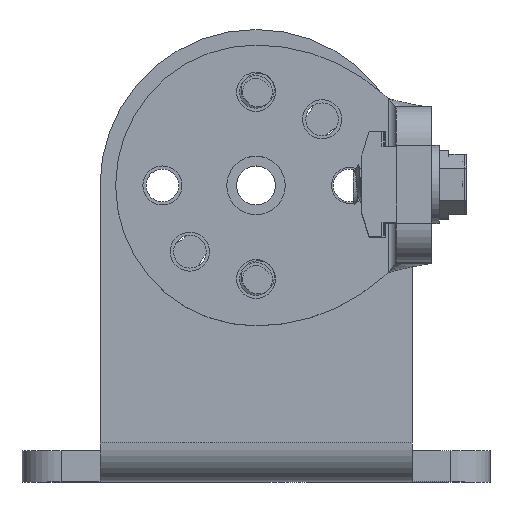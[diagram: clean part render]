
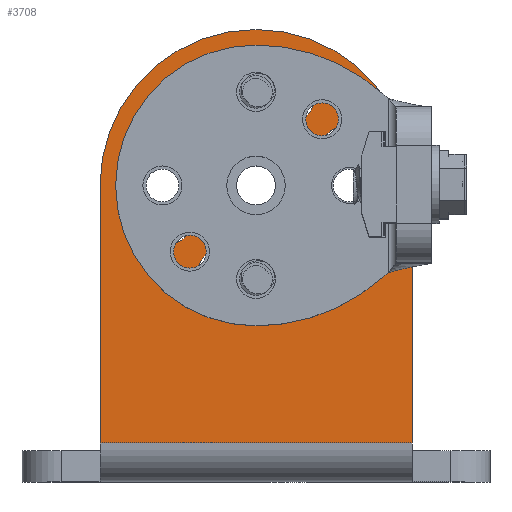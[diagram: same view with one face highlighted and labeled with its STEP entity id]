
A CAD part, top view. The second image highlights one B-rep face of the part: STEP entity #3708.
In plain terms, the highlighted planar face has unit normal (0, 0, 1).
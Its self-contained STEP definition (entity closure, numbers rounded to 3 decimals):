
#143=DIRECTION('',(-1.,0.,0.));
#144=VECTOR('',#143,40.);
#145=CARTESIAN_POINT('',(20.,5.,0.));
#146=LINE('',#145,#144);
#161=DIRECTION('',(0.,-1.,0.));
#162=VECTOR('',#161,33.);
#163=CARTESIAN_POINT('',(-20.,38.,0.));
#164=LINE('',#163,#162);
#165=CARTESIAN_POINT('',(0.,38.,0.));
#166=DIRECTION('',(0.,0.,1.));
#167=DIRECTION('',(1.,0.,0.));
#168=AXIS2_PLACEMENT_3D('',#165,#166,#167);
#170=DIRECTION('',(0.,1.,0.));
#171=VECTOR('',#170,33.);
#172=CARTESIAN_POINT('',(20.,5.,0.));
#173=LINE('',#172,#171);
#174=CARTESIAN_POINT('',(0.,38.,0.));
#175=DIRECTION('',(0.,0.,1.));
#176=DIRECTION('',(1.,0.,0.));
#177=AXIS2_PLACEMENT_3D('',#174,#175,#176);
#179=CARTESIAN_POINT('',(0.,38.,0.));
#180=DIRECTION('',(0.,0.,1.));
#181=DIRECTION('',(-1.,0.,0.));
#182=AXIS2_PLACEMENT_3D('',#179,#180,#181);
#184=CARTESIAN_POINT('',(0.,38.,0.));
#185=DIRECTION('',(0.,0.,1.));
#186=DIRECTION('',(0.391,0.921,0.));
#187=AXIS2_PLACEMENT_3D('',#184,#185,#186);
#189=CARTESIAN_POINT('',(4.689,49.046,0.));
#190=DIRECTION('',(0.,0.,1.));
#191=DIRECTION('',(-0.391,-0.921,0.));
#192=AXIS2_PLACEMENT_3D('',#189,#190,#191);
#194=CARTESIAN_POINT('',(0.,38.,0.));
#195=DIRECTION('',(0.,0.,1.));
#196=DIRECTION('',(0.391,0.921,0.));
#197=AXIS2_PLACEMENT_3D('',#194,#195,#196);
#199=CARTESIAN_POINT('',(-4.689,49.046,0.));
#200=DIRECTION('',(0.,0.,1.));
#201=DIRECTION('',(-0.391,0.921,0.));
#202=AXIS2_PLACEMENT_3D('',#199,#200,#201);
#204=CARTESIAN_POINT('',(0.,38.,0.));
#205=DIRECTION('',(0.,0.,1.));
#206=DIRECTION('',(-0.921,0.391,0.));
#207=AXIS2_PLACEMENT_3D('',#204,#205,#206);
#209=CARTESIAN_POINT('',(-11.046,42.689,0.));
#210=DIRECTION('',(0.,0.,1.));
#211=DIRECTION('',(0.921,-0.391,0.));
#212=AXIS2_PLACEMENT_3D('',#209,#210,#211);
#214=CARTESIAN_POINT('',(0.,38.,0.));
#215=DIRECTION('',(0.,0.,1.));
#216=DIRECTION('',(-0.921,0.391,0.));
#217=AXIS2_PLACEMENT_3D('',#214,#215,#216);
#219=CARTESIAN_POINT('',(-11.046,33.311,0.));
#220=DIRECTION('',(0.,0.,1.));
#221=DIRECTION('',(-0.921,-0.391,0.));
#222=AXIS2_PLACEMENT_3D('',#219,#220,#221);
#224=CARTESIAN_POINT('',(0.,38.,0.));
#225=DIRECTION('',(0.,0.,1.));
#226=DIRECTION('',(-0.391,-0.921,0.));
#227=AXIS2_PLACEMENT_3D('',#224,#225,#226);
#229=CARTESIAN_POINT('',(-4.689,26.954,0.));
#230=DIRECTION('',(0.,0.,1.));
#231=DIRECTION('',(0.391,0.921,0.));
#232=AXIS2_PLACEMENT_3D('',#229,#230,#231);
#234=CARTESIAN_POINT('',(0.,38.,0.));
#235=DIRECTION('',(0.,0.,1.));
#236=DIRECTION('',(-0.391,-0.921,0.));
#237=AXIS2_PLACEMENT_3D('',#234,#235,#236);
#239=CARTESIAN_POINT('',(4.689,26.954,0.));
#240=DIRECTION('',(0.,0.,1.));
#241=DIRECTION('',(0.391,-0.921,0.));
#242=AXIS2_PLACEMENT_3D('',#239,#240,#241);
#244=CARTESIAN_POINT('',(0.,38.,0.));
#245=DIRECTION('',(0.,0.,1.));
#246=DIRECTION('',(0.921,-0.391,0.));
#247=AXIS2_PLACEMENT_3D('',#244,#245,#246);
#249=CARTESIAN_POINT('',(11.046,33.311,0.));
#250=DIRECTION('',(0.,0.,1.));
#251=DIRECTION('',(-0.921,0.391,0.));
#252=AXIS2_PLACEMENT_3D('',#249,#250,#251);
#254=CARTESIAN_POINT('',(0.,38.,0.));
#255=DIRECTION('',(0.,0.,1.));
#256=DIRECTION('',(0.921,-0.391,0.));
#257=AXIS2_PLACEMENT_3D('',#254,#255,#256);
#259=CARTESIAN_POINT('',(11.046,42.689,0.));
#260=DIRECTION('',(0.,0.,1.));
#261=DIRECTION('',(0.921,0.391,0.));
#262=AXIS2_PLACEMENT_3D('',#259,#260,#261);
#2687=CARTESIAN_POINT('',(20.,5.,0.));
#2688=CARTESIAN_POINT('',(-20.,5.,0.));
#2689=VERTEX_POINT('',#2687);
#2690=VERTEX_POINT('',#2688);
#2703=CARTESIAN_POINT('',(-20.,38.,0.));
#2704=VERTEX_POINT('',#2703);
#2705=CARTESIAN_POINT('',(20.,38.,0.));
#2706=VERTEX_POINT('',#2705);
#2711=CARTESIAN_POINT('',(2.7,38.,0.));
#2712=CARTESIAN_POINT('',(-2.7,38.,0.));
#2713=VERTEX_POINT('',#2711);
#2714=VERTEX_POINT('',#2712);
#2719=CARTESIAN_POINT('',(3.614,46.515,0.));
#2720=CARTESIAN_POINT('',(-3.614,46.515,0.));
#2721=VERTEX_POINT('',#2719);
#2722=VERTEX_POINT('',#2720);
#2723=CARTESIAN_POINT('',(-5.763,51.577,0.));
#2724=VERTEX_POINT('',#2723);
#2725=CARTESIAN_POINT('',(5.763,51.577,0.));
#2726=VERTEX_POINT('',#2725);
#2735=CARTESIAN_POINT('',(-8.515,41.614,0.));
#2736=CARTESIAN_POINT('',(-8.515,34.386,0.));
#2737=VERTEX_POINT('',#2735);
#2738=VERTEX_POINT('',#2736);
#2739=CARTESIAN_POINT('',(-13.577,32.237,0.));
#2740=VERTEX_POINT('',#2739);
#2741=CARTESIAN_POINT('',(-13.577,43.763,0.));
#2742=VERTEX_POINT('',#2741);
#2751=CARTESIAN_POINT('',(-3.614,29.485,0.));
#2752=CARTESIAN_POINT('',(3.614,29.485,0.));
#2753=VERTEX_POINT('',#2751);
#2754=VERTEX_POINT('',#2752);
#2755=CARTESIAN_POINT('',(5.763,24.423,0.));
#2756=VERTEX_POINT('',#2755);
#2757=CARTESIAN_POINT('',(-5.763,24.423,0.));
#2758=VERTEX_POINT('',#2757);
#2767=CARTESIAN_POINT('',(8.515,34.386,0.));
#2768=CARTESIAN_POINT('',(8.515,41.614,0.));
#2769=VERTEX_POINT('',#2767);
#2770=VERTEX_POINT('',#2768);
#2771=CARTESIAN_POINT('',(13.577,43.763,0.));
#2772=VERTEX_POINT('',#2771);
#2773=CARTESIAN_POINT('',(13.577,32.237,0.));
#2774=VERTEX_POINT('',#2773);
#3648=CARTESIAN_POINT('',(-13.12,0.,0.));
#3649=DIRECTION('',(0.,0.,-1.));
#3650=DIRECTION('',(-1.,0.,0.));
#3651=AXIS2_PLACEMENT_3D('',#3648,#3649,#3650);
#3652=PLANE('',#3651);
#3654=ORIENTED_EDGE('',*,*,#3653,.F.);
#3656=ORIENTED_EDGE('',*,*,#3655,.F.);
#3658=ORIENTED_EDGE('',*,*,#3657,.F.);
#3659=ORIENTED_EDGE('',*,*,#3639,.T.);
#3660=EDGE_LOOP('',(#3654,#3656,#3658,#3659));
#3661=FACE_OUTER_BOUND('',#3660,.F.);
#3663=ORIENTED_EDGE('',*,*,#3662,.T.);
#3665=ORIENTED_EDGE('',*,*,#3664,.T.);
#3666=EDGE_LOOP('',(#3663,#3665));
#3667=FACE_BOUND('',#3666,.F.);
#3669=ORIENTED_EDGE('',*,*,#3668,.F.);
#3671=ORIENTED_EDGE('',*,*,#3670,.T.);
#3673=ORIENTED_EDGE('',*,*,#3672,.T.);
#3675=ORIENTED_EDGE('',*,*,#3674,.T.);
#3676=EDGE_LOOP('',(#3669,#3671,#3673,#3675));
#3677=FACE_BOUND('',#3676,.F.);
#3679=ORIENTED_EDGE('',*,*,#3678,.F.);
#3681=ORIENTED_EDGE('',*,*,#3680,.T.);
#3683=ORIENTED_EDGE('',*,*,#3682,.T.);
#3685=ORIENTED_EDGE('',*,*,#3684,.T.);
#3686=EDGE_LOOP('',(#3679,#3681,#3683,#3685));
#3687=FACE_BOUND('',#3686,.F.);
#3689=ORIENTED_EDGE('',*,*,#3688,.F.);
#3691=ORIENTED_EDGE('',*,*,#3690,.T.);
#3693=ORIENTED_EDGE('',*,*,#3692,.T.);
#3695=ORIENTED_EDGE('',*,*,#3694,.T.);
#3696=EDGE_LOOP('',(#3689,#3691,#3693,#3695));
#3697=FACE_BOUND('',#3696,.F.);
#3699=ORIENTED_EDGE('',*,*,#3698,.F.);
#3701=ORIENTED_EDGE('',*,*,#3700,.T.);
#3703=ORIENTED_EDGE('',*,*,#3702,.T.);
#3705=ORIENTED_EDGE('',*,*,#3704,.T.);
#3706=EDGE_LOOP('',(#3699,#3701,#3703,#3705));
#3707=FACE_BOUND('',#3706,.F.);
#3708=ADVANCED_FACE('',(#3661,#3667,#3677,#3687,#3697,#3707),#3652,.F.);
#169=CIRCLE('',#168,20.);
#178=CIRCLE('',#177,2.7);
#183=CIRCLE('',#182,2.7);
#188=CIRCLE('',#187,9.25);
#193=CIRCLE('',#192,2.75);
#198=CIRCLE('',#197,14.75);
#203=CIRCLE('',#202,2.75);
#208=CIRCLE('',#207,9.25);
#213=CIRCLE('',#212,2.75);
#218=CIRCLE('',#217,14.75);
#223=CIRCLE('',#222,2.75);
#228=CIRCLE('',#227,9.25);
#233=CIRCLE('',#232,2.75);
#238=CIRCLE('',#237,14.75);
#243=CIRCLE('',#242,2.75);
#248=CIRCLE('',#247,9.25);
#253=CIRCLE('',#252,2.75);
#258=CIRCLE('',#257,14.75);
#263=CIRCLE('',#262,2.75);
#3639=EDGE_CURVE('',#2689,#2690,#146,.T.);
#3653=EDGE_CURVE('',#2704,#2690,#164,.T.);
#3655=EDGE_CURVE('',#2706,#2704,#169,.T.);
#3657=EDGE_CURVE('',#2689,#2706,#173,.T.);
#3662=EDGE_CURVE('',#2713,#2714,#178,.T.);
#3664=EDGE_CURVE('',#2714,#2713,#183,.T.);
#3668=EDGE_CURVE('',#2721,#2722,#188,.T.);
#3670=EDGE_CURVE('',#2721,#2726,#193,.T.);
#3672=EDGE_CURVE('',#2726,#2724,#198,.T.);
#3674=EDGE_CURVE('',#2724,#2722,#203,.T.);
#3678=EDGE_CURVE('',#2737,#2738,#208,.T.);
#3680=EDGE_CURVE('',#2737,#2742,#213,.T.);
#3682=EDGE_CURVE('',#2742,#2740,#218,.T.);
#3684=EDGE_CURVE('',#2740,#2738,#223,.T.);
#3688=EDGE_CURVE('',#2753,#2754,#228,.T.);
#3690=EDGE_CURVE('',#2753,#2758,#233,.T.);
#3692=EDGE_CURVE('',#2758,#2756,#238,.T.);
#3694=EDGE_CURVE('',#2756,#2754,#243,.T.);
#3698=EDGE_CURVE('',#2769,#2770,#248,.T.);
#3700=EDGE_CURVE('',#2769,#2774,#253,.T.);
#3702=EDGE_CURVE('',#2774,#2772,#258,.T.);
#3704=EDGE_CURVE('',#2772,#2770,#263,.T.);
